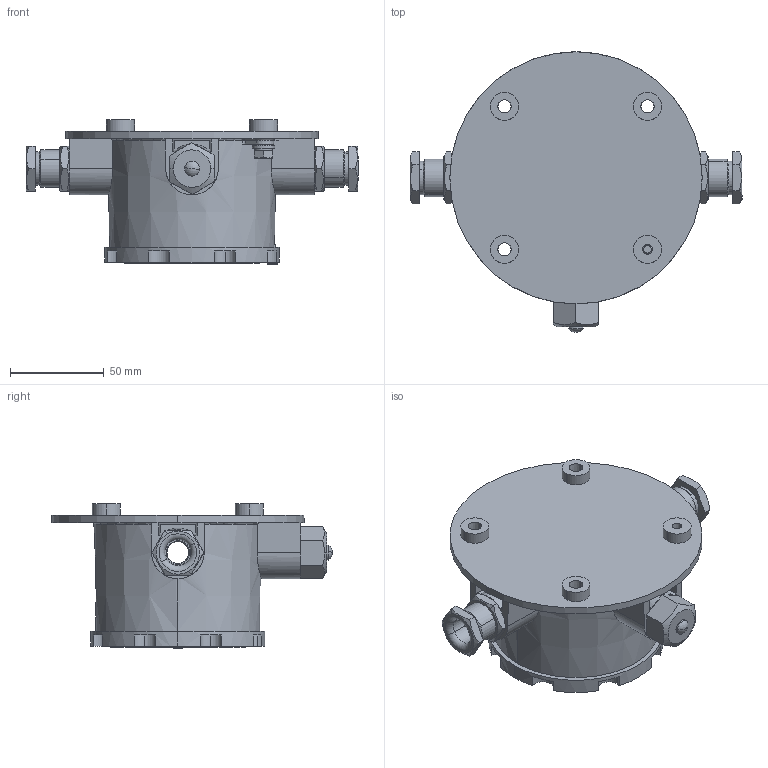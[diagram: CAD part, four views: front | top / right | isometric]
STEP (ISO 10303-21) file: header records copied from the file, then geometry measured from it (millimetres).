
FILE_DESCRIPTION (( 'STEP AP203' ), '1' );
FILE_NAME ('ÈÇÎ-Ï-000 ÑÁ Èçîëÿòîð ÊÇ ïðîõîäíîé.STEP', '2024-08-28T10:08:56', ( '' ), ( '' ), 'SwSTEP 2.0', 'SolidWorks 2020', '' );
FILE_SCHEMA (( 'CONFIG_CONTROL_DESIGN' ));
Length unit declared in the file: millimetre
Products named in the file (22): ÈÇÎ-Ex-RS-Ï Øèëüäèê; ÈÇÎ-Ï-000 ÑÁ Èçîëÿòîð ÊÇ ïðîõîäíîé; ÊÊÂ Ð1-00.002 Êðûøêà; ﾂﾊ-00.015 ﾊﾂﾎ ; ﾓﾑ-07-100 ﾑﾁ ﾈ淸韭瑣ⅱ; Òðóáêà òåðìîóñàäî÷íàÿ Deray H-1,6-0,8 L=20ìì; Áîëò Ì6-6gx10.109.30ÕÃÑÀ ÃÎÑÒ 7798-70; ÒÂÊ-00.026-03 Êîëüöî 12 ìì; 衲-00.006 栱殣鍒鍱; Ñâåòîäèîä L-53SRC-F (êðàñíûé, ñ âûâîäàìè, d=5ìì), Kingbright; Âèíò Ì4x20 óñòàíîâî÷íûé DIN 913 À2; Âèíò Ì3õ6 DIN 7985 À2; Ãàéêà Ì4 DIN 934 À2; Øàéáà 6Ë ÁðÊÌö3-1 ÃÎÑÒ 6402-70; 衭-07-101 ч蜱齁罻; ÊÊÂ Ð1-00.001-3 Êîðïóñ òðîéíèêîâûé; Øàéáà ïëîñêàÿ Ì4 DIN 125 À2; ﾘ琺矜 A.6.31 ﾃﾎﾑﾒ 11371-78; ﾂﾊ-00.006 ﾘ琺矜; Âèíò Ì3-6gX8.109.30ÕÃÑÀ ÃÎÑÒ 11738-84; ÒÂÊ-00.023 Ãàéêà; ﾘ琺矜 胙魵褞浯 ﾌ4 DIN 127 ﾀ2
Assembly tree (30 placements, depth 3):
  ÈÇÎ-Ï-000 ÑÁ Èçîëÿòîð ÊÇ ïðîõîäíîé
    ﾓﾑ-07-100 ﾑﾁ ﾈ淸韭瑣ⅱ
      衭-07-101 ч蜱齁罻
      衲-00.006 栱殣鍒鍱
      Ñâåòîäèîä L-53SRC-F (êðàñíûé, ñ âûâîäàìè, d=5ìì), Kingbright
      Òðóáêà òåðìîóñàäî÷íàÿ Deray H-1,6-0,8 L=20ìì  x2
    ÊÊÂ Ð1-00.001-3 Êîðïóñ òðîéíèêîâûé
    ÊÊÂ Ð1-00.002 Êðûøêà
    ÈÇÎ-Ex-RS-Ï Øèëüäèê
    ÒÂÊ-00.026-03 Êîëüöî 12 ìì  x2
    ﾂﾊ-00.006 ﾘ琺矜  x2
    ÒÂÊ-00.023 Ãàéêà  x2
    ﾂﾊ-00.015 ﾊﾂﾎ   x2
    Âèíò Ì3-6gX8.109.30ÕÃÑÀ ÃÎÑÒ 11738-84
    Âèíò Ì3õ6 DIN 7985 À2  x3
    Âèíò Ì4x20 óñòàíîâî÷íûé DIN 913 À2
    Áîëò Ì6-6gx10.109.30ÕÃÑÀ ÃÎÑÒ 7798-70
    Ãàéêà Ì4 DIN 934 À2  x2
    Øàéáà ïëîñêàÿ Ì4 DIN 125 À2  x2
    ﾘ琺矜 胙魵褞浯 ﾌ4 DIN 127 ﾀ2
    ﾘ琺矜 A.6.31 ﾃﾎﾑﾒ 11371-78
    Øàéáà 6Ë ÁðÊÌö3-1 ÃÎÑÒ 6402-70
Bounding box: 177.29 x 149.91 x 77 mm (x, y, z)
Volume: 261466.9 mm3; surface area: 128188.3 mm2
Topology: 194 solids, 194 shells, 6918 faces, 19370 edges, 12860 vertices
Faces by surface type: plane 3407, bspline 3173, cylinder 163, cone 153, torus 12, sphere 10
Entity records: 251703 total; most frequent: CARTESIAN_POINT 94721, ORIENTED_EDGE 38016, DIRECTION 20283, EDGE_CURVE 19008, VERTEX_POINT 12636, LINE 12099, VECTOR 12099, EDGE_LOOP 7682
